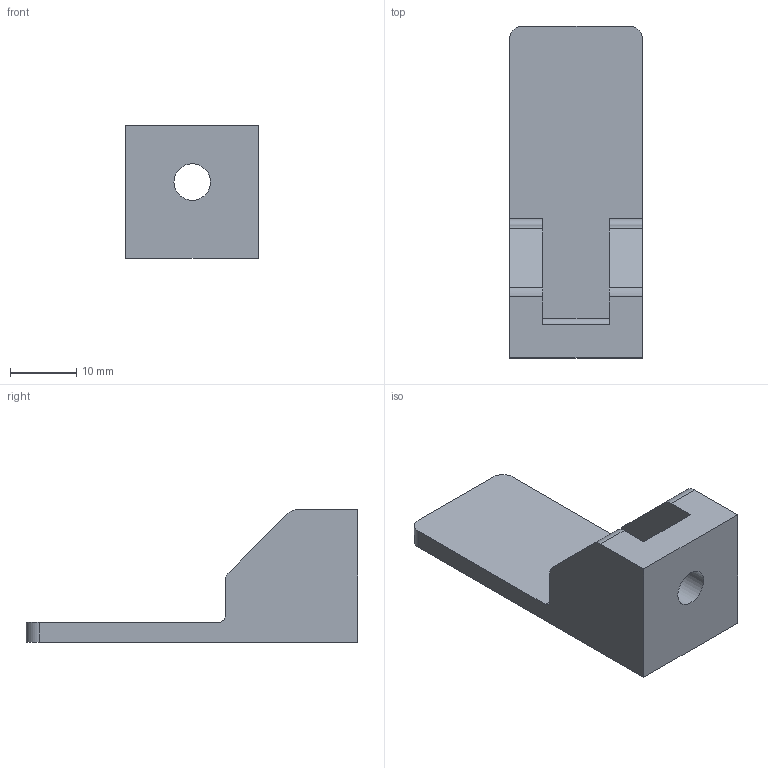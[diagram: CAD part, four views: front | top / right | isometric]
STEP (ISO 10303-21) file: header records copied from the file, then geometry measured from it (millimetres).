
FILE_DESCRIPTION(/* description */ (''),/* implementation_level */ '2;1');
FILE_NAME(/* name */ 'Y Axis Mount.step',/* time_stamp */ '2021-09-25T16:41:13-07:00',/* author */ (''),/* organization */ (''),/* preprocessor_version */ 'ST-DEVELOPER v18.1',/* originating_system */ 'Autodesk Translation Framework v10.10.0.1391',/* authorisation */ '');
FILE_SCHEMA (('AUTOMOTIVE_DESIGN { 1 0 10303 214 3 1 1 }'));
Length unit declared in the file: millimetre
Products named in the file (1): Y Axis Mount
Bounding box: 20 x 50 x 20 mm (x, y, z)
Volume: 6458.8 mm3; surface area: 4116.5 mm2
Topology: 1 solids, 1 shells, 26 faces, 69 edges, 46 vertices
Faces by surface type: plane 15, cylinder 11
Full cylindrical faces by diameter (mm): 5.5 x1, 10.4 x1
Entity records: 852 total; most frequent: DIRECTION 145, CARTESIAN_POINT 142, ORIENTED_EDGE 138, EDGE_CURVE 69, AXIS2_PLACEMENT_3D 49, LINE 47, VECTOR 47, VERTEX_POINT 46
